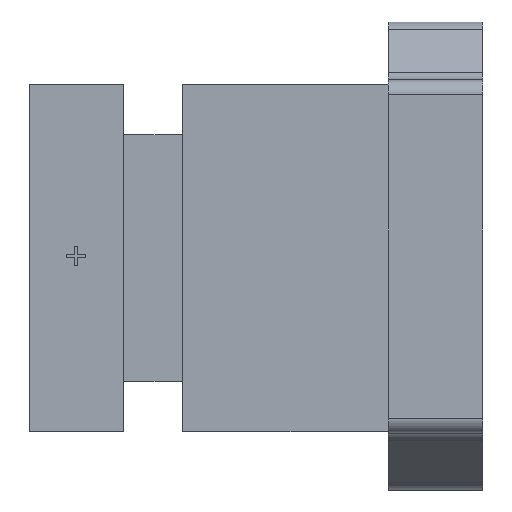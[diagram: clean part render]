
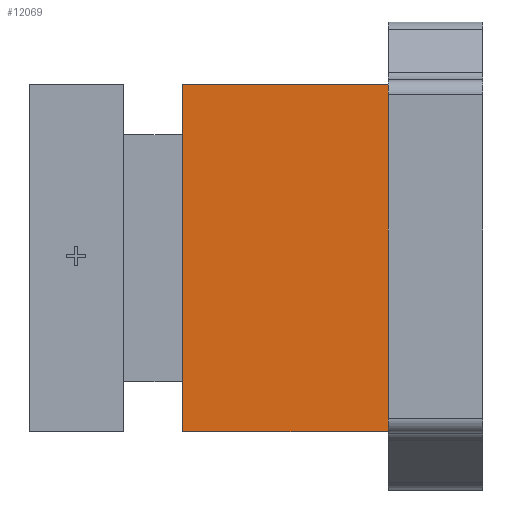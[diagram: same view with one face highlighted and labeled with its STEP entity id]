
A CAD part, left-side view. The second image highlights one B-rep face of the part: STEP entity #12069.
In plain terms, the highlighted planar face has unit normal (-1, 0, 0).
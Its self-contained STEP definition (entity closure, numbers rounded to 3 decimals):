
#1198 = VERTEX_POINT('',#1199);
#1199 = CARTESIAN_POINT('',(-9.55,10.2,-5.975));
#1205 = EDGE_CURVE('',#1206,#1198,#1208,.T.);
#1206 = VERTEX_POINT('',#1207);
#1207 = CARTESIAN_POINT('',(-9.55,10.2,5.825));
#1208 = LINE('',#1209,#1210);
#1209 = CARTESIAN_POINT('',(-9.55,10.2,-3.025));
#1210 = VECTOR('',#1211,1.);
#1211 = DIRECTION('',(0.,0.,-1.));
#1276 = VERTEX_POINT('',#1277);
#1277 = CARTESIAN_POINT('',(-9.55,8.9,-5.975));
#1283 = EDGE_CURVE('',#1276,#1198,#1284,.T.);
#1284 = LINE('',#1285,#1286);
#1285 = CARTESIAN_POINT('',(-9.55,8.9,-5.975));
#1286 = VECTOR('',#1287,1.);
#1287 = DIRECTION('',(0.,1.,0.));
#1336 = EDGE_CURVE('',#1337,#1206,#1339,.T.);
#1337 = VERTEX_POINT('',#1338);
#1338 = CARTESIAN_POINT('',(-9.55,3.2,5.825));
#1339 = LINE('',#1340,#1341);
#1340 = CARTESIAN_POINT('',(-9.55,3.2,5.825));
#1341 = VECTOR('',#1342,1.);
#1342 = DIRECTION('',(0.,1.,0.));
#12069 = ADVANCED_FACE('',(#12070),#12089,.T.);
#12070 = FACE_BOUND('',#12071,.T.);
#12071 = EDGE_LOOP('',(#12072,#12073,#12074,#12082,#12088));
#12072 = ORIENTED_EDGE('',*,*,#1205,.T.);
#12073 = ORIENTED_EDGE('',*,*,#1283,.F.);
#12074 = ORIENTED_EDGE('',*,*,#12075,.F.);
#12075 = EDGE_CURVE('',#12076,#1276,#12078,.T.);
#12076 = VERTEX_POINT('',#12077);
#12077 = CARTESIAN_POINT('',(-9.55,3.2,-5.975));
#12078 = LINE('',#12079,#12080);
#12079 = CARTESIAN_POINT('',(-9.55,3.2,-5.975));
#12080 = VECTOR('',#12081,1.);
#12081 = DIRECTION('',(0.,1.,0.));
#12082 = ORIENTED_EDGE('',*,*,#12083,.F.);
#12083 = EDGE_CURVE('',#1337,#12076,#12084,.T.);
#12084 = LINE('',#12085,#12086);
#12085 = CARTESIAN_POINT('',(-9.55,3.2,-2.988));
#12086 = VECTOR('',#12087,1.);
#12087 = DIRECTION('',(0.,0.,-1.));
#12088 = ORIENTED_EDGE('',*,*,#1336,.T.);
#12089 = PLANE('',#12090);
#12090 = AXIS2_PLACEMENT_3D('',#12091,#12092,#12093);
#12091 = CARTESIAN_POINT('',(-9.55,3.2,-5.975));
#12092 = DIRECTION('',(-1.,0.,0.));
#12093 = DIRECTION('',(0.,0.,1.));
